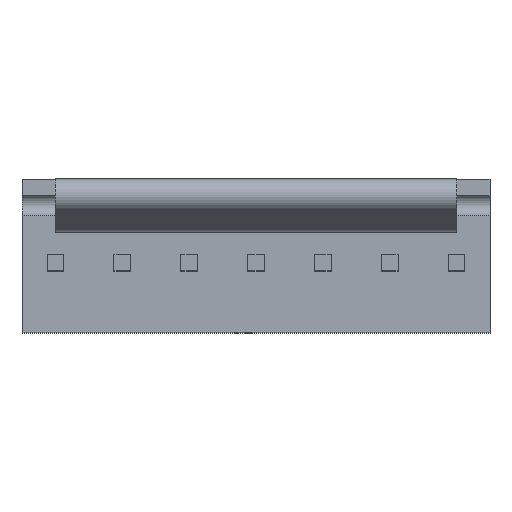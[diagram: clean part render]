
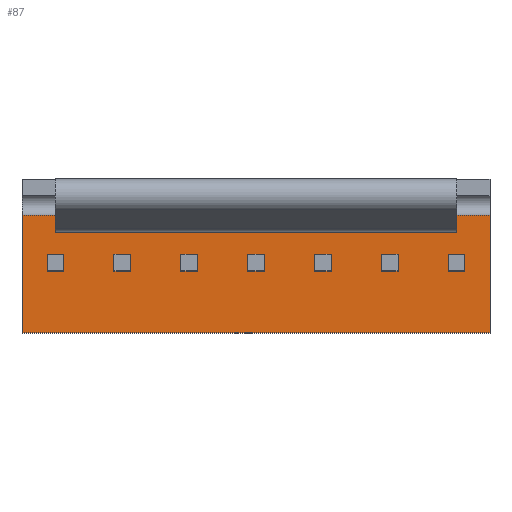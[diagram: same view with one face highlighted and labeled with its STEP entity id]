
A CAD part, top view. The second image highlights one B-rep face of the part: STEP entity #87.
In plain terms, the highlighted planar face has unit normal (0, 0, 1).
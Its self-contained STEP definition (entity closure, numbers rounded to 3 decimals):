
#87=ADVANCED_FACE('',(#200,#201,#202,#203,#204,#205,#206,#207),#208,.T.);
#200=FACE_OUTER_BOUND('',#400,.T.);
#201=FACE_BOUND('',#401,.T.);
#202=FACE_BOUND('',#402,.T.);
#203=FACE_BOUND('',#403,.T.);
#204=FACE_BOUND('',#404,.T.);
#205=FACE_BOUND('',#405,.T.);
#206=FACE_BOUND('',#406,.T.);
#207=FACE_BOUND('',#407,.T.);
#208=PLANE('',#408);
#400=EDGE_LOOP('',(#694,#695,#696,#697));
#401=EDGE_LOOP('',(#698,#699,#700,#701));
#402=EDGE_LOOP('',(#702,#703,#704,#705));
#403=EDGE_LOOP('',(#706,#707,#708,#709));
#404=EDGE_LOOP('',(#710,#711,#712,#713));
#405=EDGE_LOOP('',(#714,#715,#716,#717));
#406=EDGE_LOOP('',(#718,#719,#720,#721));
#407=EDGE_LOOP('',(#722,#723,#724,#725));
#408=AXIS2_PLACEMENT_3D('',#726,#727,#728);
#694=ORIENTED_EDGE('',*,*,#1381,.T.);
#695=ORIENTED_EDGE('',*,*,#1382,.F.);
#696=ORIENTED_EDGE('',*,*,#1383,.F.);
#697=ORIENTED_EDGE('',*,*,#1325,.T.);
#698=ORIENTED_EDGE('',*,*,#1384,.T.);
#699=ORIENTED_EDGE('',*,*,#1385,.F.);
#700=ORIENTED_EDGE('',*,*,#1386,.F.);
#701=ORIENTED_EDGE('',*,*,#1387,.T.);
#702=ORIENTED_EDGE('',*,*,#1388,.T.);
#703=ORIENTED_EDGE('',*,*,#1389,.F.);
#704=ORIENTED_EDGE('',*,*,#1390,.F.);
#705=ORIENTED_EDGE('',*,*,#1391,.T.);
#706=ORIENTED_EDGE('',*,*,#1392,.T.);
#707=ORIENTED_EDGE('',*,*,#1393,.F.);
#708=ORIENTED_EDGE('',*,*,#1394,.F.);
#709=ORIENTED_EDGE('',*,*,#1395,.T.);
#710=ORIENTED_EDGE('',*,*,#1396,.T.);
#711=ORIENTED_EDGE('',*,*,#1397,.F.);
#712=ORIENTED_EDGE('',*,*,#1398,.F.);
#713=ORIENTED_EDGE('',*,*,#1399,.T.);
#714=ORIENTED_EDGE('',*,*,#1400,.T.);
#715=ORIENTED_EDGE('',*,*,#1401,.F.);
#716=ORIENTED_EDGE('',*,*,#1402,.F.);
#717=ORIENTED_EDGE('',*,*,#1403,.T.);
#718=ORIENTED_EDGE('',*,*,#1404,.T.);
#719=ORIENTED_EDGE('',*,*,#1405,.F.);
#720=ORIENTED_EDGE('',*,*,#1406,.F.);
#721=ORIENTED_EDGE('',*,*,#1407,.T.);
#722=ORIENTED_EDGE('',*,*,#1408,.T.);
#723=ORIENTED_EDGE('',*,*,#1409,.F.);
#724=ORIENTED_EDGE('',*,*,#1410,.F.);
#725=ORIENTED_EDGE('',*,*,#1411,.T.);
#726=CARTESIAN_POINT('',(-8.89,1.359,0.0));
#727=DIRECTION('',(0.0,0.0,1.0));
#728=DIRECTION('',(1.0,0.0,0.0));
#1325=EDGE_CURVE('',#1572,#1570,#1573,.T.);
#1381=EDGE_CURVE('',#1570,#1672,#1674,.T.);
#1382=EDGE_CURVE('',#1675,#1672,#1676,.T.);
#1383=EDGE_CURVE('',#1572,#1675,#1677,.T.);
#1384=EDGE_CURVE('',#1678,#1679,#1680,.T.);
#1385=EDGE_CURVE('',#1681,#1679,#1682,.T.);
#1386=EDGE_CURVE('',#1683,#1681,#1684,.T.);
#1387=EDGE_CURVE('',#1683,#1678,#1685,.T.);
#1388=EDGE_CURVE('',#1686,#1687,#1688,.T.);
#1389=EDGE_CURVE('',#1689,#1687,#1690,.T.);
#1390=EDGE_CURVE('',#1691,#1689,#1692,.T.);
#1391=EDGE_CURVE('',#1691,#1686,#1693,.T.);
#1392=EDGE_CURVE('',#1694,#1695,#1696,.T.);
#1393=EDGE_CURVE('',#1697,#1695,#1698,.T.);
#1394=EDGE_CURVE('',#1699,#1697,#1700,.T.);
#1395=EDGE_CURVE('',#1699,#1694,#1701,.T.);
#1396=EDGE_CURVE('',#1702,#1703,#1704,.T.);
#1397=EDGE_CURVE('',#1705,#1703,#1706,.T.);
#1398=EDGE_CURVE('',#1707,#1705,#1708,.T.);
#1399=EDGE_CURVE('',#1707,#1702,#1709,.T.);
#1400=EDGE_CURVE('',#1710,#1711,#1712,.T.);
#1401=EDGE_CURVE('',#1713,#1711,#1714,.T.);
#1402=EDGE_CURVE('',#1715,#1713,#1716,.T.);
#1403=EDGE_CURVE('',#1715,#1710,#1717,.T.);
#1404=EDGE_CURVE('',#1718,#1719,#1720,.T.);
#1405=EDGE_CURVE('',#1721,#1719,#1722,.T.);
#1406=EDGE_CURVE('',#1723,#1721,#1724,.T.);
#1407=EDGE_CURVE('',#1723,#1718,#1725,.T.);
#1408=EDGE_CURVE('',#1726,#1727,#1728,.T.);
#1409=EDGE_CURVE('',#1729,#1727,#1730,.T.);
#1410=EDGE_CURVE('',#1731,#1729,#1732,.T.);
#1411=EDGE_CURVE('',#1731,#1726,#1733,.T.);
#1570=VERTEX_POINT('',#1963);
#1572=VERTEX_POINT('',#1966);
#1573=LINE('',#1967,#1968);
#1672=VERTEX_POINT('',#2118);
#1674=LINE('',#2121,#2122);
#1675=VERTEX_POINT('',#2123);
#1676=LINE('',#2124,#2125);
#1677=LINE('',#2126,#2127);
#1678=VERTEX_POINT('',#2128);
#1679=VERTEX_POINT('',#2129);
#1680=LINE('',#2130,#2131);
#1681=VERTEX_POINT('',#2132);
#1682=LINE('',#2133,#2134);
#1683=VERTEX_POINT('',#2135);
#1684=LINE('',#2136,#2137);
#1685=LINE('',#2138,#2139);
#1686=VERTEX_POINT('',#2140);
#1687=VERTEX_POINT('',#2141);
#1688=LINE('',#2142,#2143);
#1689=VERTEX_POINT('',#2144);
#1690=LINE('',#2145,#2146);
#1691=VERTEX_POINT('',#2147);
#1692=LINE('',#2148,#2149);
#1693=LINE('',#2150,#2151);
#1694=VERTEX_POINT('',#2152);
#1695=VERTEX_POINT('',#2153);
#1696=LINE('',#2154,#2155);
#1697=VERTEX_POINT('',#2156);
#1698=LINE('',#2157,#2158);
#1699=VERTEX_POINT('',#2159);
#1700=LINE('',#2160,#2161);
#1701=LINE('',#2162,#2163);
#1702=VERTEX_POINT('',#2164);
#1703=VERTEX_POINT('',#2165);
#1704=LINE('',#2166,#2167);
#1705=VERTEX_POINT('',#2168);
#1706=LINE('',#2169,#2170);
#1707=VERTEX_POINT('',#2171);
#1708=LINE('',#2172,#2173);
#1709=LINE('',#2174,#2175);
#1710=VERTEX_POINT('',#2176);
#1711=VERTEX_POINT('',#2177);
#1712=LINE('',#2178,#2179);
#1713=VERTEX_POINT('',#2180);
#1714=LINE('',#2181,#2182);
#1715=VERTEX_POINT('',#2183);
#1716=LINE('',#2184,#2185);
#1717=LINE('',#2186,#2187);
#1718=VERTEX_POINT('',#2188);
#1719=VERTEX_POINT('',#2189);
#1720=LINE('',#2190,#2191);
#1721=VERTEX_POINT('',#2192);
#1722=LINE('',#2193,#2194);
#1723=VERTEX_POINT('',#2195);
#1724=LINE('',#2196,#2197);
#1725=LINE('',#2198,#2199);
#1726=VERTEX_POINT('',#2200);
#1727=VERTEX_POINT('',#2201);
#1728=LINE('',#2202,#2203);
#1729=VERTEX_POINT('',#2204);
#1730=LINE('',#2205,#2206);
#1731=VERTEX_POINT('',#2207);
#1732=LINE('',#2208,#2209);
#1733=LINE('',#2210,#2211);
#1963=CARTESIAN_POINT('',(-8.89,-3.112,0.0));
#1966=CARTESIAN_POINT('',(-8.89,1.359,0.0));
#1967=CARTESIAN_POINT('',(-8.89,1.359,0.0));
#1968=VECTOR('',#2555,4.47);
#2118=CARTESIAN_POINT('',(8.89,-3.112,0.0));
#2121=CARTESIAN_POINT('',(-8.89,-3.112,0.0));
#2122=VECTOR('',#2617,17.78);
#2123=CARTESIAN_POINT('',(8.89,1.359,0.0));
#2124=CARTESIAN_POINT('',(8.89,1.359,0.0));
#2125=VECTOR('',#2618,4.47);
#2126=CARTESIAN_POINT('',(-8.89,1.359,0.0));
#2127=VECTOR('',#2619,17.78);
#2128=CARTESIAN_POINT('',(7.303,-0.127,0.0));
#2129=CARTESIAN_POINT('',(7.938,-0.127,0.0));
#2130=CARTESIAN_POINT('',(7.303,-0.127,0.0));
#2131=VECTOR('',#2620,0.635);
#2132=CARTESIAN_POINT('',(7.938,-0.762,0.0));
#2133=CARTESIAN_POINT('',(7.938,-0.762,0.0));
#2134=VECTOR('',#2621,0.635);
#2135=CARTESIAN_POINT('',(7.303,-0.762,0.0));
#2136=CARTESIAN_POINT('',(7.303,-0.762,0.0));
#2137=VECTOR('',#2622,0.635);
#2138=CARTESIAN_POINT('',(7.303,-0.762,0.0));
#2139=VECTOR('',#2623,0.635);
#2140=CARTESIAN_POINT('',(4.763,-0.127,0.0));
#2141=CARTESIAN_POINT('',(5.398,-0.127,0.0));
#2142=CARTESIAN_POINT('',(4.763,-0.127,0.0));
#2143=VECTOR('',#2624,0.635);
#2144=CARTESIAN_POINT('',(5.398,-0.762,0.0));
#2145=CARTESIAN_POINT('',(5.398,-0.762,0.0));
#2146=VECTOR('',#2625,0.635);
#2147=CARTESIAN_POINT('',(4.763,-0.762,0.0));
#2148=CARTESIAN_POINT('',(4.763,-0.762,0.0));
#2149=VECTOR('',#2626,0.635);
#2150=CARTESIAN_POINT('',(4.763,-0.762,0.0));
#2151=VECTOR('',#2627,0.635);
#2152=CARTESIAN_POINT('',(2.223,-0.127,0.0));
#2153=CARTESIAN_POINT('',(2.858,-0.127,0.0));
#2154=CARTESIAN_POINT('',(2.223,-0.127,0.0));
#2155=VECTOR('',#2628,0.635);
#2156=CARTESIAN_POINT('',(2.858,-0.762,0.0));
#2157=CARTESIAN_POINT('',(2.858,-0.762,0.0));
#2158=VECTOR('',#2629,0.635);
#2159=CARTESIAN_POINT('',(2.223,-0.762,0.0));
#2160=CARTESIAN_POINT('',(2.223,-0.762,0.0));
#2161=VECTOR('',#2630,0.635);
#2162=CARTESIAN_POINT('',(2.223,-0.762,0.0));
#2163=VECTOR('',#2631,0.635);
#2164=CARTESIAN_POINT('',(-0.318,-0.127,0.0));
#2165=CARTESIAN_POINT('',(0.318,-0.127,0.0));
#2166=CARTESIAN_POINT('',(-0.318,-0.127,0.0));
#2167=VECTOR('',#2632,0.635);
#2168=CARTESIAN_POINT('',(0.318,-0.762,0.0));
#2169=CARTESIAN_POINT('',(0.318,-0.762,0.0));
#2170=VECTOR('',#2633,0.635);
#2171=CARTESIAN_POINT('',(-0.318,-0.762,0.0));
#2172=CARTESIAN_POINT('',(-0.318,-0.762,0.0));
#2173=VECTOR('',#2634,0.635);
#2174=CARTESIAN_POINT('',(-0.318,-0.762,0.0));
#2175=VECTOR('',#2635,0.635);
#2176=CARTESIAN_POINT('',(-2.858,-0.127,0.0));
#2177=CARTESIAN_POINT('',(-2.223,-0.127,0.0));
#2178=CARTESIAN_POINT('',(-2.858,-0.127,0.0));
#2179=VECTOR('',#2636,0.635);
#2180=CARTESIAN_POINT('',(-2.223,-0.762,0.0));
#2181=CARTESIAN_POINT('',(-2.223,-0.762,0.0));
#2182=VECTOR('',#2637,0.635);
#2183=CARTESIAN_POINT('',(-2.858,-0.762,0.0));
#2184=CARTESIAN_POINT('',(-2.858,-0.762,0.0));
#2185=VECTOR('',#2638,0.635);
#2186=CARTESIAN_POINT('',(-2.858,-0.762,0.0));
#2187=VECTOR('',#2639,0.635);
#2188=CARTESIAN_POINT('',(-5.398,-0.127,0.0));
#2189=CARTESIAN_POINT('',(-4.763,-0.127,0.0));
#2190=CARTESIAN_POINT('',(-5.398,-0.127,0.0));
#2191=VECTOR('',#2640,0.635);
#2192=CARTESIAN_POINT('',(-4.763,-0.762,0.0));
#2193=CARTESIAN_POINT('',(-4.763,-0.762,0.0));
#2194=VECTOR('',#2641,0.635);
#2195=CARTESIAN_POINT('',(-5.398,-0.762,0.0));
#2196=CARTESIAN_POINT('',(-5.398,-0.762,0.0));
#2197=VECTOR('',#2642,0.635);
#2198=CARTESIAN_POINT('',(-5.398,-0.762,0.0));
#2199=VECTOR('',#2643,0.635);
#2200=CARTESIAN_POINT('',(-7.938,-0.127,0.0));
#2201=CARTESIAN_POINT('',(-7.303,-0.127,0.0));
#2202=CARTESIAN_POINT('',(-7.938,-0.127,0.0));
#2203=VECTOR('',#2644,0.635);
#2204=CARTESIAN_POINT('',(-7.303,-0.762,0.0));
#2205=CARTESIAN_POINT('',(-7.303,-0.762,0.0));
#2206=VECTOR('',#2645,0.635);
#2207=CARTESIAN_POINT('',(-7.938,-0.762,0.0));
#2208=CARTESIAN_POINT('',(-7.938,-0.762,0.0));
#2209=VECTOR('',#2646,0.635);
#2210=CARTESIAN_POINT('',(-7.938,-0.762,0.0));
#2211=VECTOR('',#2647,0.635);
#2555=DIRECTION('',(0.0,-1.0,0.0));
#2617=DIRECTION('',(1.0,0.0,0.0));
#2618=DIRECTION('',(0.0,-1.0,0.0));
#2619=DIRECTION('',(1.0,0.0,0.0));
#2620=DIRECTION('',(1.0,0.0,0.0));
#2621=DIRECTION('',(0.0,1.0,0.0));
#2622=DIRECTION('',(1.0,0.0,0.0));
#2623=DIRECTION('',(0.0,1.0,0.0));
#2624=DIRECTION('',(1.0,0.0,0.0));
#2625=DIRECTION('',(0.0,1.0,0.0));
#2626=DIRECTION('',(1.0,0.0,0.0));
#2627=DIRECTION('',(0.0,1.0,0.0));
#2628=DIRECTION('',(1.0,0.0,0.0));
#2629=DIRECTION('',(0.0,1.0,0.0));
#2630=DIRECTION('',(1.0,0.0,0.0));
#2631=DIRECTION('',(0.0,1.0,0.0));
#2632=DIRECTION('',(1.0,0.0,0.0));
#2633=DIRECTION('',(0.0,1.0,0.0));
#2634=DIRECTION('',(1.0,0.0,0.0));
#2635=DIRECTION('',(0.0,1.0,0.0));
#2636=DIRECTION('',(1.0,0.0,0.0));
#2637=DIRECTION('',(0.0,1.0,0.0));
#2638=DIRECTION('',(1.0,0.0,0.0));
#2639=DIRECTION('',(0.0,1.0,0.0));
#2640=DIRECTION('',(1.0,0.0,0.0));
#2641=DIRECTION('',(0.0,1.0,0.0));
#2642=DIRECTION('',(1.0,0.0,0.0));
#2643=DIRECTION('',(0.0,1.0,0.0));
#2644=DIRECTION('',(1.0,0.0,0.0));
#2645=DIRECTION('',(0.0,1.0,0.0));
#2646=DIRECTION('',(1.0,0.0,0.0));
#2647=DIRECTION('',(0.0,1.0,0.0));
